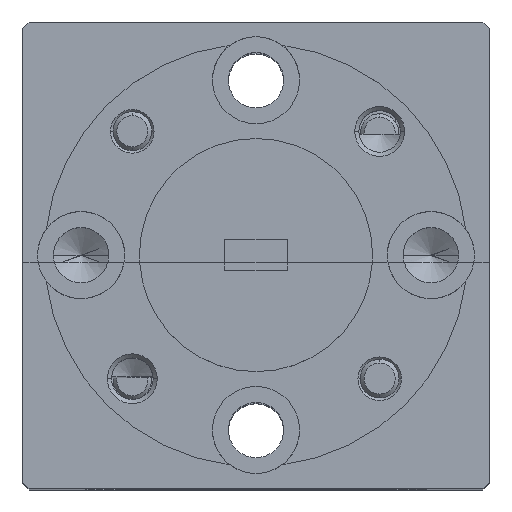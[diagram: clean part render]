
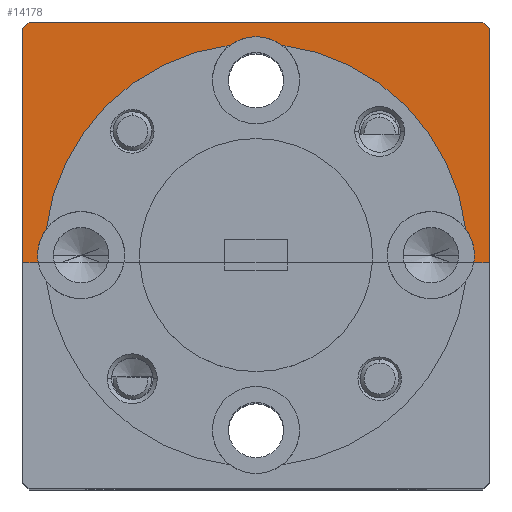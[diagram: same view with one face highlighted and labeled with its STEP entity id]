
A CAD part, top view. The second image highlights one B-rep face of the part: STEP entity #14178.
In plain terms, the highlighted planar face has unit normal (0, 0, 1).
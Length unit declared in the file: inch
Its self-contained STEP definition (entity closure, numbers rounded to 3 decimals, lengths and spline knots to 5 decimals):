
#126 = ORIENTED_EDGE ( 'NONE', *, *, #1558, .F. ) ;
#171 = DIRECTION ( 'NONE',  ( 0., 0., 1. ) ) ;
#282 = CARTESIAN_POINT ( 'NONE',  ( 0.35125, 0.0122, 0.75 ) ) ;
#331 = CARTESIAN_POINT ( 'NONE',  ( -0.365, 0.387, 0.75 ) ) ;
#428 = VERTEX_POINT ( 'NONE', #13040 ) ;
#671 = CIRCLE ( 'NONE', #3436, 0.07 ) ;
#756 = CARTESIAN_POINT ( 'NONE',  ( 0.33743, 0.05397, 0.75 ) ) ;
#945 = DIRECTION ( 'NONE',  ( -1., 0., 0. ) ) ;
#1033 = VERTEX_POINT ( 'NONE', #2870 ) ;
#1346 = AXIS2_PLACEMENT_3D ( 'NONE', #14103, #171, #8252 ) ;
#1449 = VECTOR ( 'NONE', #11111, 39.37008 ) ;
#1558 = EDGE_CURVE ( 'NONE', #4166, #10968, #10782, .T. ) ;
#1585 = CIRCLE ( 'NONE', #11436, 0.07 ) ;
#1587 = CARTESIAN_POINT ( 'NONE',  ( 0.35018, 0., 0.75 ) ) ;
#1601 = DIRECTION ( 'NONE',  ( 0., 0., 1. ) ) ;
#1736 = DIRECTION ( 'NONE',  ( 0., 0., 1. ) ) ;
#1895 = ORIENTED_EDGE ( 'NONE', *, *, #5716, .F. ) ;
#1906 = VECTOR ( 'NONE', #10725, 39.37008 ) ;
#1937 = CARTESIAN_POINT ( 'NONE',  ( -0.28125, 0.0122, 0.75 ) ) ;
#2101 = LINE ( 'NONE', #8266, #14727 ) ;
#2432 = CARTESIAN_POINT ( 'NONE',  ( -0.28125, 0.0122, 0.75 ) ) ;
#2616 = ORIENTED_EDGE ( 'NONE', *, *, #14090, .F. ) ;
#2781 = CARTESIAN_POINT ( 'NONE',  ( 0.375, 0., 0.75 ) ) ;
#2870 = CARTESIAN_POINT ( 'NONE',  ( -0.35125, 0.0122, 0.75 ) ) ;
#2893 = ORIENTED_EDGE ( 'NONE', *, *, #14809, .F. ) ;
#3128 = EDGE_CURVE ( 'NONE', #3227, #4166, #13266, .T. ) ;
#3227 = VERTEX_POINT ( 'NONE', #282 ) ;
#3320 = CARTESIAN_POINT ( 'NONE',  ( 0.375, 0., 0.75 ) ) ;
#3358 = DIRECTION ( 'NONE',  ( 1., 0., 0. ) ) ;
#3386 = ORIENTED_EDGE ( 'NONE', *, *, #8422, .T. ) ;
#3436 = AXIS2_PLACEMENT_3D ( 'NONE', #2432, #13884, #4913 ) ;
#3590 = CARTESIAN_POINT ( 'NONE',  ( 0.376, 0.376, 0.75 ) ) ;
#3757 = VERTEX_POINT ( 'NONE', #3320 ) ;
#3784 = DIRECTION ( 'NONE',  ( 0., 1., 0. ) ) ;
#3785 = EDGE_CURVE ( 'NONE', #13895, #8543, #4088, .T. ) ;
#3859 = CARTESIAN_POINT ( 'NONE',  ( -0.376, 0.376, 0.75 ) ) ;
#3936 = ORIENTED_EDGE ( 'NONE', *, *, #14034, .F. ) ;
#3983 = VERTEX_POINT ( 'NONE', #10966 ) ;
#4088 = LINE ( 'NONE', #8550, #1906 ) ;
#4166 = VERTEX_POINT ( 'NONE', #756 ) ;
#4201 = CARTESIAN_POINT ( 'NONE',  ( -0.04177, 0.34962, 0.75 ) ) ;
#4263 = DIRECTION ( 'NONE',  ( 0., 0., 1. ) ) ;
#4307 = EDGE_LOOP ( 'NONE', ( #12830, #7698, #2616, #126, #6231, #1895, #2893, #3936, #7674, #9253, #3386, #5360, #12534, #7331 ) ) ;
#4475 = DIRECTION ( 'NONE',  ( 0., 0., 1. ) ) ;
#4913 = DIRECTION ( 'NONE',  ( 1., 0., 0. ) ) ;
#5058 = DIRECTION ( 'NONE',  ( 1., 0., 0. ) ) ;
#5360 = ORIENTED_EDGE ( 'NONE', *, *, #12395, .F. ) ;
#5537 = CARTESIAN_POINT ( 'NONE',  ( 0.375, 0.377, 0.75 ) ) ;
#5658 = CIRCLE ( 'NONE', #1346, 0.34 ) ;
#5716 = EDGE_CURVE ( 'NONE', #9040, #3227, #8477, .T. ) ;
#6041 = DIRECTION ( 'NONE',  ( -0.707, -0.707, 0. ) ) ;
#6231 = ORIENTED_EDGE ( 'NONE', *, *, #3128, .F. ) ;
#6550 = PLANE ( 'NONE',  #12563 ) ;
#6593 = LINE ( 'NONE', #3859, #9632 ) ;
#6612 = EDGE_CURVE ( 'NONE', #428, #1033, #1585, .T. ) ;
#6785 = CARTESIAN_POINT ( 'NONE',  ( 0.28125, 0.0122, 0.75 ) ) ;
#6909 = EDGE_CURVE ( 'NONE', #1033, #13895, #671, .T. ) ;
#6961 = AXIS2_PLACEMENT_3D ( 'NONE', #14379, #1601, #5058 ) ;
#6974 = VECTOR ( 'NONE', #7965, 39.37008 ) ;
#7201 = VERTEX_POINT ( 'NONE', #331 ) ;
#7331 = ORIENTED_EDGE ( 'NONE', *, *, #6909, .F. ) ;
#7566 = CARTESIAN_POINT ( 'NONE',  ( 0., 0., 0.75 ) ) ;
#7674 = ORIENTED_EDGE ( 'NONE', *, *, #8165, .T. ) ;
#7698 = ORIENTED_EDGE ( 'NONE', *, *, #14606, .F. ) ;
#7707 = VERTEX_POINT ( 'NONE', #10547 ) ;
#7815 = FACE_OUTER_BOUND ( 'NONE', #4307, .T. ) ;
#7884 = CARTESIAN_POINT ( 'NONE',  ( 0.375, 0., 0.75 ) ) ;
#7965 = DIRECTION ( 'NONE',  ( -0.707, 0.707, 0. ) ) ;
#8165 = EDGE_CURVE ( 'NONE', #8667, #7707, #11634, .T. ) ;
#8252 = DIRECTION ( 'NONE',  ( 1., 0., 0. ) ) ;
#8266 = CARTESIAN_POINT ( 'NONE',  ( -0.375, 0., 0.75 ) ) ;
#8422 = EDGE_CURVE ( 'NONE', #7201, #3983, #6593, .T. ) ;
#8477 = CIRCLE ( 'NONE', #12598, 0.07 ) ;
#8540 = DIRECTION ( 'NONE',  ( 1., 0., 0. ) ) ;
#8543 = VERTEX_POINT ( 'NONE', #12167 ) ;
#8550 = CARTESIAN_POINT ( 'NONE',  ( 0.375, 0., 0.75 ) ) ;
#8667 = VERTEX_POINT ( 'NONE', #5537 ) ;
#8786 = DIRECTION ( 'NONE',  ( 1., 0., 0. ) ) ;
#9040 = VERTEX_POINT ( 'NONE', #1587 ) ;
#9253 = ORIENTED_EDGE ( 'NONE', *, *, #10837, .F. ) ;
#9441 = VECTOR ( 'NONE', #14267, 39.37008 ) ;
#9632 = VECTOR ( 'NONE', #6041, 39.37008 ) ;
#9939 = CARTESIAN_POINT ( 'NONE',  ( 0.375, 0.387, 0.75 ) ) ;
#10136 = DIRECTION ( 'NONE',  ( 1., 0., 0. ) ) ;
#10333 = AXIS2_PLACEMENT_3D ( 'NONE', #6785, #4475, #3358 ) ;
#10547 = CARTESIAN_POINT ( 'NONE',  ( 0.365, 0.387, 0.75 ) ) ;
#10725 = DIRECTION ( 'NONE',  ( -1., 0., 0. ) ) ;
#10782 = CIRCLE ( 'NONE', #12054, 0.34 ) ;
#10837 = EDGE_CURVE ( 'NONE', #7201, #7707, #12471, .T. ) ;
#10966 = CARTESIAN_POINT ( 'NONE',  ( -0.375, 0.377, 0.75 ) ) ;
#10968 = VERTEX_POINT ( 'NONE', #13577 ) ;
#11029 = DIRECTION ( 'NONE',  ( 0., 0., 1. ) ) ;
#11111 = DIRECTION ( 'NONE',  ( 1., 0., 0. ) ) ;
#11436 = AXIS2_PLACEMENT_3D ( 'NONE', #1937, #4263, #8786 ) ;
#11634 = LINE ( 'NONE', #3590, #6974 ) ;
#11850 = CARTESIAN_POINT ( 'NONE',  ( -0.35018, 0., 0.75 ) ) ;
#11957 = LINE ( 'NONE', #7884, #14664 ) ;
#12054 = AXIS2_PLACEMENT_3D ( 'NONE', #12571, #13575, #10136 ) ;
#12167 = CARTESIAN_POINT ( 'NONE',  ( -0.375, 0., 0.75 ) ) ;
#12201 = DIRECTION ( 'NONE',  ( 1., 0., 0. ) ) ;
#12395 = EDGE_CURVE ( 'NONE', #8543, #3983, #2101, .T. ) ;
#12471 = LINE ( 'NONE', #9939, #1449 ) ;
#12534 = ORIENTED_EDGE ( 'NONE', *, *, #3785, .F. ) ;
#12563 = AXIS2_PLACEMENT_3D ( 'NONE', #7566, #11029, #12201 ) ;
#12571 = CARTESIAN_POINT ( 'NONE',  ( 0., 0.0122, 0.75 ) ) ;
#12598 = AXIS2_PLACEMENT_3D ( 'NONE', #13177, #1736, #8540 ) ;
#12830 = ORIENTED_EDGE ( 'NONE', *, *, #6612, .F. ) ;
#13040 = CARTESIAN_POINT ( 'NONE',  ( -0.33743, 0.05397, 0.75 ) ) ;
#13045 = LINE ( 'NONE', #2781, #9441 ) ;
#13177 = CARTESIAN_POINT ( 'NONE',  ( 0.28125, 0.0122, 0.75 ) ) ;
#13266 = CIRCLE ( 'NONE', #10333, 0.07 ) ;
#13424 = CIRCLE ( 'NONE', #6961, 0.07 ) ;
#13566 = VERTEX_POINT ( 'NONE', #4201 ) ;
#13575 = DIRECTION ( 'NONE',  ( 0., 0., 1. ) ) ;
#13577 = CARTESIAN_POINT ( 'NONE',  ( 0.04177, 0.34962, 0.75 ) ) ;
#13884 = DIRECTION ( 'NONE',  ( 0., 0., 1. ) ) ;
#13895 = VERTEX_POINT ( 'NONE', #11850 ) ;
#14034 = EDGE_CURVE ( 'NONE', #8667, #3757, #13045, .T. ) ;
#14090 = EDGE_CURVE ( 'NONE', #10968, #13566, #13424, .T. ) ;
#14103 = CARTESIAN_POINT ( 'NONE',  ( 0., 0.0122, 0.75 ) ) ;
#14178 = ADVANCED_FACE ( 'NONE', ( #7815 ), #6550, .T. ) ;
#14267 = DIRECTION ( 'NONE',  ( 0., -1., 0. ) ) ;
#14379 = CARTESIAN_POINT ( 'NONE',  ( 0., 0.29345, 0.75 ) ) ;
#14606 = EDGE_CURVE ( 'NONE', #13566, #428, #5658, .T. ) ;
#14664 = VECTOR ( 'NONE', #945, 39.37008 ) ;
#14727 = VECTOR ( 'NONE', #3784, 39.37008 ) ;
#14809 = EDGE_CURVE ( 'NONE', #3757, #9040, #11957, .T. ) ;
